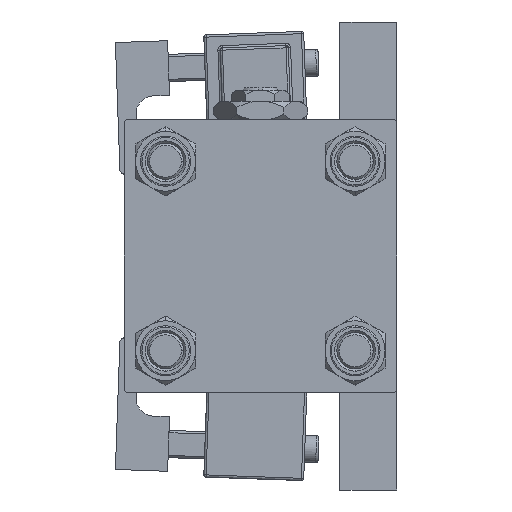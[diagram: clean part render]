
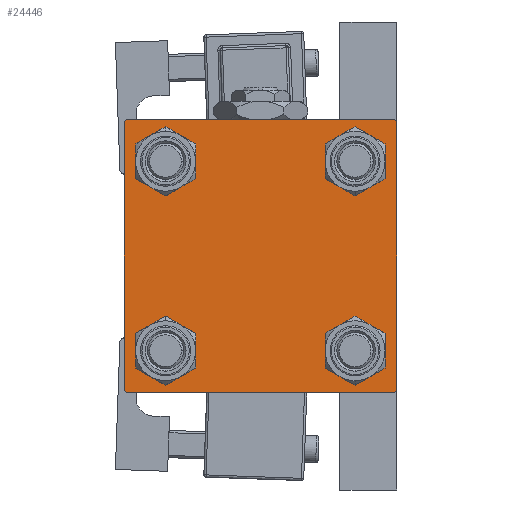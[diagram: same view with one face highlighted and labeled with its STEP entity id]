
A CAD part, left-side view. The second image highlights one B-rep face of the part: STEP entity #24446.
In plain terms, the highlighted planar face has unit normal (-1, 0, 0).
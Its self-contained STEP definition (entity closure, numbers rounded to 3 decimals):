
#586 = CARTESIAN_POINT ( 'NONE',  ( 0., 20.85, 25.35 ) ) ;
#1351 = CIRCLE ( 'NONE', #50116, 4.5 ) ;
#1384 = AXIS2_PLACEMENT_3D ( 'NONE', #12602, #44736, #52771 ) ;
#1923 = AXIS2_PLACEMENT_3D ( 'NONE', #49078, #49856, #29261 ) ;
#2769 = VECTOR ( 'NONE', #19054, 1000. ) ;
#2810 = VECTOR ( 'NONE', #8303, 1000. ) ;
#3392 = VERTEX_POINT ( 'NONE', #21931 ) ;
#3461 = CARTESIAN_POINT ( 'NONE',  ( 0., 20.85, -25.35 ) ) ;
#3471 = CARTESIAN_POINT ( 'NONE',  ( 0., 29.75, -29.75 ) ) ;
#3886 = DIRECTION ( 'NONE',  ( 0., 0., 1. ) ) ;
#4347 = DIRECTION ( 'NONE',  ( 0., 0., 1. ) ) ;
#4392 = CARTESIAN_POINT ( 'NONE',  ( 0., 30., 30. ) ) ;
#5541 = DIRECTION ( 'NONE',  ( 1., 0., 0. ) ) ;
#5848 = CARTESIAN_POINT ( 'NONE',  ( 0., -20.85, 20.85 ) ) ;
#6096 = DIRECTION ( 'NONE',  ( 0., 0., 1. ) ) ;
#6358 = EDGE_CURVE ( 'NONE', #10309, #19078, #10008, .T. ) ;
#6394 = ORIENTED_EDGE ( 'NONE', *, *, #6358, .T. ) ;
#6536 = ORIENTED_EDGE ( 'NONE', *, *, #15244, .F. ) ;
#6571 = CARTESIAN_POINT ( 'NONE',  ( 0., -30., -29.5 ) ) ;
#7506 = VERTEX_POINT ( 'NONE', #29240 ) ;
#7864 = VERTEX_POINT ( 'NONE', #35024 ) ;
#7879 = CIRCLE ( 'NONE', #37800, 4.5 ) ;
#8259 = DIRECTION ( 'NONE',  ( 0., 0., 1. ) ) ;
#8303 = DIRECTION ( 'NONE',  ( 0., 0., -1. ) ) ;
#8674 = EDGE_CURVE ( 'NONE', #23929, #16759, #15540, .T. ) ;
#10008 = CIRCLE ( 'NONE', #39944, 4.5 ) ;
#10309 = VERTEX_POINT ( 'NONE', #45865 ) ;
#10595 = ORIENTED_EDGE ( 'NONE', *, *, #23092, .F. ) ;
#11474 = CIRCLE ( 'NONE', #35454, 4.5 ) ;
#11484 = CARTESIAN_POINT ( 'NONE',  ( 0., 20.85, -20.85 ) ) ;
#11944 = FACE_BOUND ( 'NONE', #31009, .T. ) ;
#11981 = VERTEX_POINT ( 'NONE', #46739 ) ;
#12393 = CARTESIAN_POINT ( 'NONE',  ( 0., -29.5, 30. ) ) ;
#12602 = CARTESIAN_POINT ( 'NONE',  ( 0., 20.85, 20.85 ) ) ;
#13115 = ORIENTED_EDGE ( 'NONE', *, *, #14328, .T. ) ;
#13616 = CARTESIAN_POINT ( 'NONE',  ( 0., -20.85, -20.85 ) ) ;
#14167 = DIRECTION ( 'NONE',  ( 1., 0., 0. ) ) ;
#14328 = EDGE_CURVE ( 'NONE', #7864, #38730, #37192, .T. ) ;
#14666 = DIRECTION ( 'NONE',  ( 0., 0., 1. ) ) ;
#15244 = EDGE_CURVE ( 'NONE', #3392, #38730, #27803, .T. ) ;
#15540 = LINE ( 'NONE', #44180, #43469 ) ;
#15741 = EDGE_CURVE ( 'NONE', #30609, #7506, #45124, .T. ) ;
#15745 = CARTESIAN_POINT ( 'NONE',  ( 0., 30., 30. ) ) ;
#15940 = ORIENTED_EDGE ( 'NONE', *, *, #30880, .T. ) ;
#16098 = LINE ( 'NONE', #28687, #2810 ) ;
#16207 = ORIENTED_EDGE ( 'NONE', *, *, #8674, .T. ) ;
#16317 = DIRECTION ( 'NONE',  ( 1., 0., 0. ) ) ;
#16363 = EDGE_CURVE ( 'NONE', #39785, #11981, #11474, .T. ) ;
#16548 = DIRECTION ( 'NONE',  ( 0., -1., 0. ) ) ;
#16552 = CARTESIAN_POINT ( 'NONE',  ( 0., -20.85, -25.35 ) ) ;
#16711 = ORIENTED_EDGE ( 'NONE', *, *, #16363, .T. ) ;
#16747 = DIRECTION ( 'NONE',  ( 0., 0., -1. ) ) ;
#16759 = VERTEX_POINT ( 'NONE', #6571 ) ;
#17120 = CARTESIAN_POINT ( 'NONE',  ( 0., -29.75, 29.75 ) ) ;
#17657 = DIRECTION ( 'NONE',  ( 1., 0., 0. ) ) ;
#18356 = EDGE_LOOP ( 'NONE', ( #52241, #38019, #29432, #16207, #10595, #13115, #6536, #30786 ) ) ;
#18690 = ORIENTED_EDGE ( 'NONE', *, *, #24501, .T. ) ;
#19054 = DIRECTION ( 'NONE',  ( 0., -0.707, -0.707 ) ) ;
#19078 = VERTEX_POINT ( 'NONE', #16552 ) ;
#19150 = VECTOR ( 'NONE', #16548, 1000. ) ;
#19196 = DIRECTION ( 'NONE',  ( 0., 0., 1. ) ) ;
#19199 = ORIENTED_EDGE ( 'NONE', *, *, #29547, .T. ) ;
#20610 = CARTESIAN_POINT ( 'NONE',  ( 0., 30., -30. ) ) ;
#20636 = DIRECTION ( 'NONE',  ( 0., -0.707, 0.707 ) ) ;
#21771 = CARTESIAN_POINT ( 'NONE',  ( 0., -20.85, -20.85 ) ) ;
#21931 = CARTESIAN_POINT ( 'NONE',  ( 0., 29.5, 30. ) ) ;
#22020 = EDGE_CURVE ( 'NONE', #30017, #48779, #29341, .T. ) ;
#22317 = EDGE_CURVE ( 'NONE', #7506, #34603, #44193, .T. ) ;
#22854 = VERTEX_POINT ( 'NONE', #586 ) ;
#23092 = EDGE_CURVE ( 'NONE', #7864, #16759, #16098, .T. ) ;
#23748 = DIRECTION ( 'NONE',  ( 1., 0., 0. ) ) ;
#23929 = VERTEX_POINT ( 'NONE', #34662 ) ;
#24337 = CIRCLE ( 'NONE', #47403, 4.5 ) ;
#24446 = ADVANCED_FACE ( 'NONE', ( #44606, #11944, #36579, #32040, #28036 ), #27485, .T. ) ;
#24501 = EDGE_CURVE ( 'NONE', #11981, #39785, #24337, .T. ) ;
#24538 = CIRCLE ( 'NONE', #1384, 4.5 ) ;
#26509 = EDGE_LOOP ( 'NONE', ( #19199, #29223 ) ) ;
#27485 = PLANE ( 'NONE',  #37124 ) ;
#27803 = LINE ( 'NONE', #15745, #19150 ) ;
#28036 = FACE_OUTER_BOUND ( 'NONE', #18356, .T. ) ;
#28687 = CARTESIAN_POINT ( 'NONE',  ( 0., -30., 30. ) ) ;
#29101 = AXIS2_PLACEMENT_3D ( 'NONE', #34778, #14167, #6096 ) ;
#29223 = ORIENTED_EDGE ( 'NONE', *, *, #47497, .T. ) ;
#29240 = CARTESIAN_POINT ( 'NONE',  ( 0., 30., -29.5 ) ) ;
#29261 = DIRECTION ( 'NONE',  ( 0., 0., 1. ) ) ;
#29341 = CIRCLE ( 'NONE', #1923, 4.5 ) ;
#29432 = ORIENTED_EDGE ( 'NONE', *, *, #43846, .T. ) ;
#29460 = VECTOR ( 'NONE', #16747, 1000. ) ;
#29547 = EDGE_CURVE ( 'NONE', #22854, #32969, #24538, .T. ) ;
#30017 = VERTEX_POINT ( 'NONE', #50525 ) ;
#30293 = CARTESIAN_POINT ( 'NONE',  ( 0., 20.85, 16.35 ) ) ;
#30609 = VERTEX_POINT ( 'NONE', #44821 ) ;
#30786 = ORIENTED_EDGE ( 'NONE', *, *, #50571, .T. ) ;
#30880 = EDGE_CURVE ( 'NONE', #48779, #30017, #1351, .T. ) ;
#31009 = EDGE_LOOP ( 'NONE', ( #6394, #35943 ) ) ;
#32040 = FACE_BOUND ( 'NONE', #26509, .T. ) ;
#32969 = VERTEX_POINT ( 'NONE', #30293 ) ;
#34603 = VERTEX_POINT ( 'NONE', #40188 ) ;
#34662 = CARTESIAN_POINT ( 'NONE',  ( 0., -29.5, -30. ) ) ;
#34778 = CARTESIAN_POINT ( 'NONE',  ( 0., 20.85, 20.85 ) ) ;
#35024 = CARTESIAN_POINT ( 'NONE',  ( 0., -30., 29.5 ) ) ;
#35311 = CARTESIAN_POINT ( 'NONE',  ( 0., 29.75, 29.75 ) ) ;
#35454 = AXIS2_PLACEMENT_3D ( 'NONE', #5848, #17657, #45770 ) ;
#35919 = CIRCLE ( 'NONE', #29101, 4.5 ) ;
#35943 = ORIENTED_EDGE ( 'NONE', *, *, #36145, .T. ) ;
#36145 = EDGE_CURVE ( 'NONE', #19078, #10309, #7879, .T. ) ;
#36308 = CARTESIAN_POINT ( 'NONE',  ( 0., 0., 0. ) ) ;
#36579 = FACE_BOUND ( 'NONE', #40672, .T. ) ;
#37124 = AXIS2_PLACEMENT_3D ( 'NONE', #36308, #40573, #19196 ) ;
#37192 = LINE ( 'NONE', #17120, #37918 ) ;
#37693 = DIRECTION ( 'NONE',  ( 0., -1., 0. ) ) ;
#37800 = AXIS2_PLACEMENT_3D ( 'NONE', #13616, #5541, #14666 ) ;
#37918 = VECTOR ( 'NONE', #41743, 1000. ) ;
#38019 = ORIENTED_EDGE ( 'NONE', *, *, #22317, .T. ) ;
#38070 = DIRECTION ( 'NONE',  ( 1., 0., 0. ) ) ;
#38730 = VERTEX_POINT ( 'NONE', #12393 ) ;
#39582 = LINE ( 'NONE', #35311, #41298 ) ;
#39785 = VERTEX_POINT ( 'NONE', #42228 ) ;
#39944 = AXIS2_PLACEMENT_3D ( 'NONE', #21771, #38070, #4347 ) ;
#40188 = CARTESIAN_POINT ( 'NONE',  ( 0., 29.5, -30. ) ) ;
#40573 = DIRECTION ( 'NONE',  ( -1., 0., 0. ) ) ;
#40672 = EDGE_LOOP ( 'NONE', ( #46596, #15940 ) ) ;
#41298 = VECTOR ( 'NONE', #52428, 1000. ) ;
#41454 = LINE ( 'NONE', #20610, #42498 ) ;
#41743 = DIRECTION ( 'NONE',  ( 0., 0.707, 0.707 ) ) ;
#42228 = CARTESIAN_POINT ( 'NONE',  ( 0., -20.85, 25.35 ) ) ;
#42498 = VECTOR ( 'NONE', #37693, 1000. ) ;
#43469 = VECTOR ( 'NONE', #20636, 1000. ) ;
#43846 = EDGE_CURVE ( 'NONE', #34603, #23929, #41454, .T. ) ;
#44180 = CARTESIAN_POINT ( 'NONE',  ( 0., -29.75, -29.75 ) ) ;
#44193 = LINE ( 'NONE', #3471, #2769 ) ;
#44606 = FACE_BOUND ( 'NONE', #45609, .T. ) ;
#44736 = DIRECTION ( 'NONE',  ( 1., 0., 0. ) ) ;
#44821 = CARTESIAN_POINT ( 'NONE',  ( 0., 30., 29.5 ) ) ;
#45124 = LINE ( 'NONE', #4392, #29460 ) ;
#45609 = EDGE_LOOP ( 'NONE', ( #16711, #18690 ) ) ;
#45770 = DIRECTION ( 'NONE',  ( 0., 0., 1. ) ) ;
#45865 = CARTESIAN_POINT ( 'NONE',  ( 0., -20.85, -16.35 ) ) ;
#46596 = ORIENTED_EDGE ( 'NONE', *, *, #22020, .T. ) ;
#46739 = CARTESIAN_POINT ( 'NONE',  ( 0., -20.85, 16.35 ) ) ;
#47403 = AXIS2_PLACEMENT_3D ( 'NONE', #52361, #23748, #3886 ) ;
#47497 = EDGE_CURVE ( 'NONE', #32969, #22854, #35919, .T. ) ;
#48779 = VERTEX_POINT ( 'NONE', #3461 ) ;
#49078 = CARTESIAN_POINT ( 'NONE',  ( 0., 20.85, -20.85 ) ) ;
#49856 = DIRECTION ( 'NONE',  ( 1., 0., 0. ) ) ;
#50116 = AXIS2_PLACEMENT_3D ( 'NONE', #11484, #16317, #8259 ) ;
#50525 = CARTESIAN_POINT ( 'NONE',  ( 0., 20.85, -16.35 ) ) ;
#50571 = EDGE_CURVE ( 'NONE', #3392, #30609, #39582, .T. ) ;
#52241 = ORIENTED_EDGE ( 'NONE', *, *, #15741, .T. ) ;
#52361 = CARTESIAN_POINT ( 'NONE',  ( 0., -20.85, 20.85 ) ) ;
#52428 = DIRECTION ( 'NONE',  ( 0., 0.707, -0.707 ) ) ;
#52771 = DIRECTION ( 'NONE',  ( 0., 0., 1. ) ) ;
